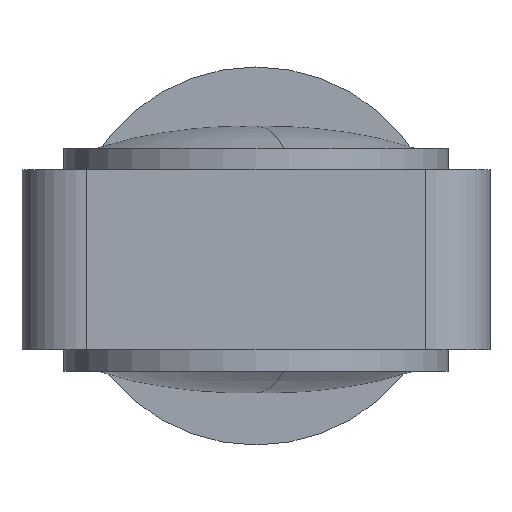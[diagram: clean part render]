
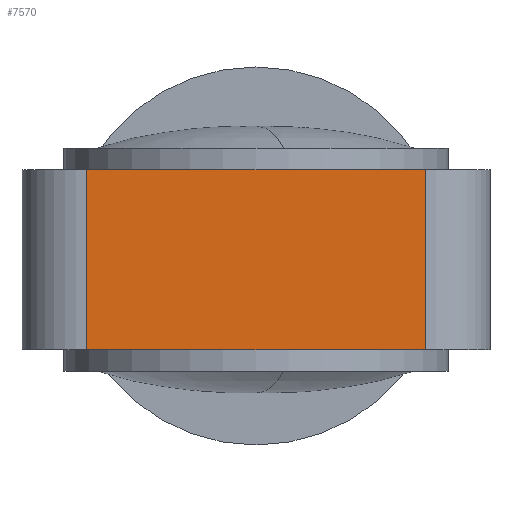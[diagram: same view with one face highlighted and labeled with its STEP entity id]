
A CAD part, front view. The second image highlights one B-rep face of the part: STEP entity #7570.
In plain terms, the highlighted planar face has unit normal (0, -1, 0).
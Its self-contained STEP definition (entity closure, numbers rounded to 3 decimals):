
#7514=CARTESIAN_POINT('Line Origine',(47.,-65.,0.)) ;
#7518=CARTESIAN_POINT('Vertex',(47.,-65.,-25.)) ;
#7520=CARTESIAN_POINT('Vertex',(47.,-65.,25.)) ;
#7540=CARTESIAN_POINT('Axis2P3D Location',(47.,-65.,0.)) ;
#7545=CARTESIAN_POINT('Line Origine',(-47.,-65.,0.)) ;
#7549=CARTESIAN_POINT('Vertex',(-47.,-65.,-25.)) ;
#7551=CARTESIAN_POINT('Vertex',(-47.,-65.,25.)) ;
#7554=CARTESIAN_POINT('Line Origine',(0.,-65.,-25.)) ;
#7559=CARTESIAN_POINT('Line Origine',(0.,-65.,25.)) ;
#7515=DIRECTION('Vector Direction',(0.,0.,1.)) ;
#7541=DIRECTION('Axis2P3D Direction',(0.,1.,-0.)) ;
#7542=DIRECTION('Axis2P3D XDirection',(-1.,0.,0.)) ;
#7546=DIRECTION('Vector Direction',(0.,0.,1.)) ;
#7555=DIRECTION('Vector Direction',(-1.,0.,0.)) ;
#7560=DIRECTION('Vector Direction',(-1.,0.,0.)) ;
#7543=AXIS2_PLACEMENT_3D('Plane Axis2P3D',#7540,#7541,#7542) ;
#7565=ORIENTED_EDGE('',*,*,#7553,.F.) ;
#7566=ORIENTED_EDGE('',*,*,#7558,.T.) ;
#7567=ORIENTED_EDGE('',*,*,#7522,.T.) ;
#7568=ORIENTED_EDGE('',*,*,#7563,.F.) ;
#7516=VECTOR('Line Direction',#7515,1.) ;
#7547=VECTOR('Line Direction',#7546,1.) ;
#7556=VECTOR('Line Direction',#7555,1.) ;
#7561=VECTOR('Line Direction',#7560,1.) ;
#7570=ADVANCED_FACE('\X2\96F64EF651E04F554F53\X0\',(#7569),#7544,.F.) ;
#7522=EDGE_CURVE('',#7519,#7521,#7517,.T.) ;
#7553=EDGE_CURVE('',#7550,#7552,#7548,.T.) ;
#7558=EDGE_CURVE('',#7550,#7519,#7557,.F.) ;
#7563=EDGE_CURVE('',#7552,#7521,#7562,.F.) ;
#7564=EDGE_LOOP('',(#7565,#7566,#7567,#7568)) ;
#7569=FACE_OUTER_BOUND('',#7564,.T.) ;
#7517=LINE('Line',#7514,#7516) ;
#7548=LINE('Line',#7545,#7547) ;
#7557=LINE('Line',#7554,#7556) ;
#7562=LINE('Line',#7559,#7561) ;
#7544=PLANE('',#7543) ;
#7519=VERTEX_POINT('',#7518) ;
#7521=VERTEX_POINT('',#7520) ;
#7550=VERTEX_POINT('',#7549) ;
#7552=VERTEX_POINT('',#7551) ;
